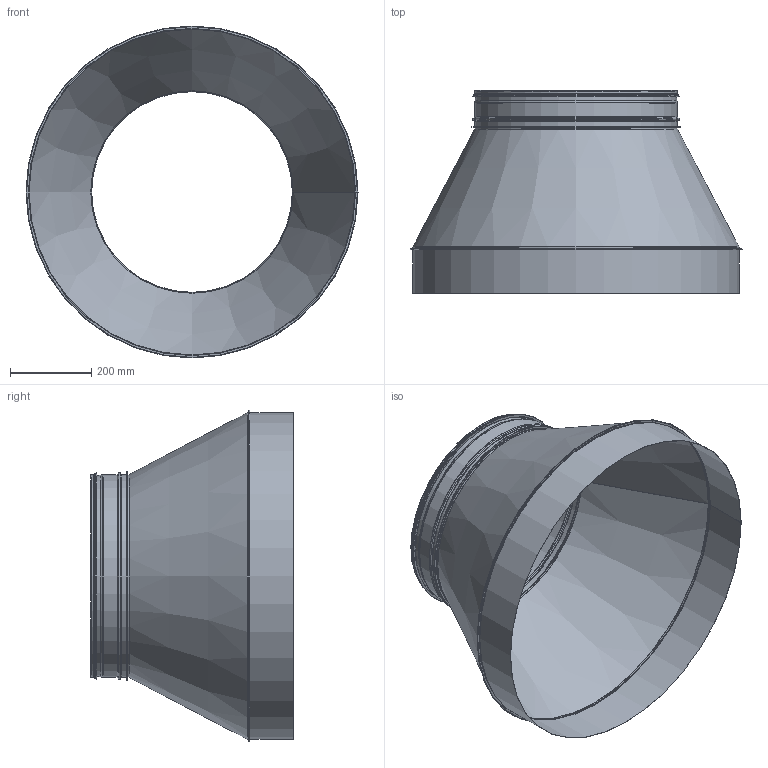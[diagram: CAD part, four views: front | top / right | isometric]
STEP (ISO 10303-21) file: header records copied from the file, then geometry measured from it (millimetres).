
FILE_DESCRIPTION((''),'2;1');
FILE_NAME('HFCM_800-500.stp','2014-02-19T14:12:25',(''),(''),'Autodesk Inventor 2013','Autodesk Inventor 2013','');
FILE_SCHEMA(('AUTOMOTIVE_DESIGN { 1 2 10303 214 0 1 1 1 }'));
Length unit declared in the file: millimetre
Products named in the file (6): HFCM_800-500; MuffMedFals-800; KonFallsadHFCM_800-500; HSGMedFals-500; HSGMedFalsRörämne-500; 999010
Assembly tree (5 placements, depth 3):
  HFCM_800-500
    MuffMedFals-800
    KonFallsadHFCM_800-500
    HSGMedFals-500
      HSGMedFalsRörämne-500
      999010
Bounding box: 815.8 x 498.48 x 815.8 mm (x, y, z)
Volume: 723536.4 mm3; surface area: 2482592.8 mm2
Topology: 4 solids, 4 shells, 157 faces, 309 edges, 163 vertices
Faces by surface type: plane 85, torus 36, cylinder 24, cone 12
Full cylindrical faces by diameter (mm): 492.95 x1, 493.95 x1, 495.15 x1, 497.55 x1, 497.75 x6, 498.75 x4, 501.75 x1, 504.15 x1, 509.15 x1, 512.75 x1, 800.8 x2, 801.8 x1, 802 x1, 803.8 x1, 813 x1
Entity records: 4205 total; most frequent: DIRECTION 782, CARTESIAN_POINT 626, ORIENTED_EDGE 590, AXIS2_PLACEMENT_3D 319, EDGE_CURVE 295, EDGE_LOOP 176, VERTEX_POINT 163, STYLED_ITEM 161
